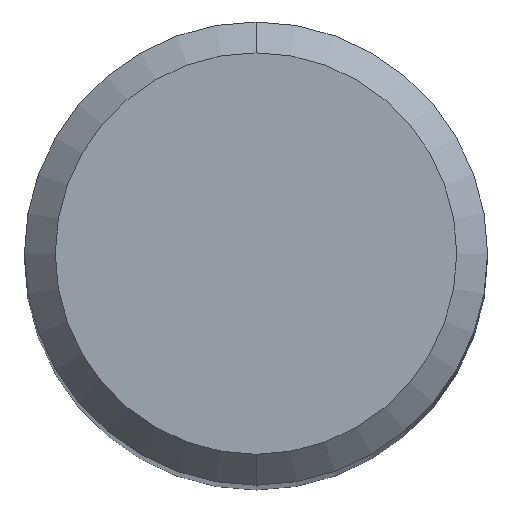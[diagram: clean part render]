
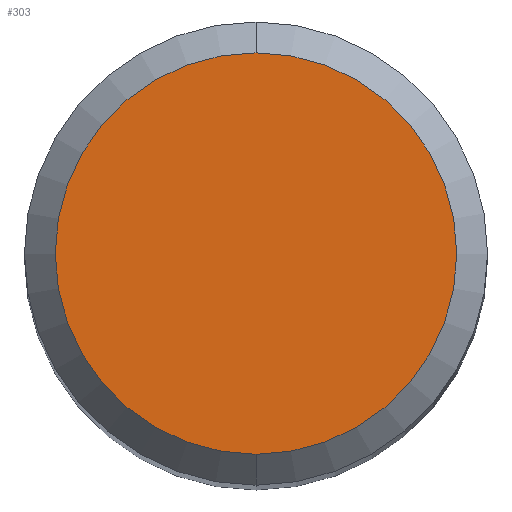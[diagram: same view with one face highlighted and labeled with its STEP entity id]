
A CAD part, top view. The second image highlights one B-rep face of the part: STEP entity #303.
In plain terms, the highlighted planar face has unit normal (0, 0, 1).
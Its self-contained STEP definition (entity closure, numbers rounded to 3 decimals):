
#203=VERTEX_POINT('',#513);
#215=EDGE_CURVE('',#203,#421,#525,.T.);
#303=ADVANCED_FACE('',(#622),#623,.T.);
#329=EDGE_CURVE('',#421,#203,#656,.T.);
#421=VERTEX_POINT('',#755);
#513=CARTESIAN_POINT('',(0.,-2.6,0.0));
#525=CIRCLE('',#905,2.6);
#622=FACE_OUTER_BOUND('',#1067,.T.);
#623=PLANE('',#1068);
#656=CIRCLE('',#1159,2.6);
#755=CARTESIAN_POINT('',(0.0,2.6,0.0));
#905=AXIS2_PLACEMENT_3D('',#1481,#1482,#1483);
#1067=EDGE_LOOP('',(#1604,#1605));
#1068=AXIS2_PLACEMENT_3D('',#1606,#1607,#1608);
#1159=AXIS2_PLACEMENT_3D('',#1672,#1673,#1674);
#1481=CARTESIAN_POINT('',(0.0,0.0,0.0));
#1482=DIRECTION('',(0.0,0.0,-1.0));
#1483=DIRECTION('',(0.0,1.0,0.0));
#1604=ORIENTED_EDGE('',*,*,#329,.F.);
#1605=ORIENTED_EDGE('',*,*,#215,.F.);
#1606=CARTESIAN_POINT('',(0.0,1.3,0.0));
#1607=DIRECTION('',(-0.0,0.0,1.0));
#1608=DIRECTION('',(0.0,-1.0,0.0));
#1672=CARTESIAN_POINT('',(0.0,0.0,0.0));
#1673=DIRECTION('',(0.0,0.0,-1.0));
#1674=DIRECTION('',(0.0,1.0,0.0));
